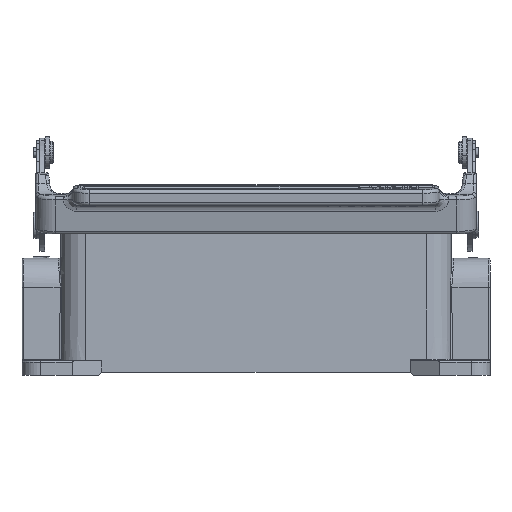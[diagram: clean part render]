
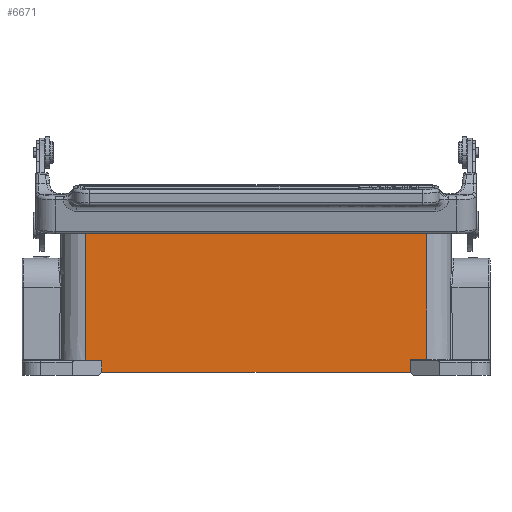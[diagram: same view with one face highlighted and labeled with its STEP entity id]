
A CAD part, left-side view. The second image highlights one B-rep face of the part: STEP entity #6671.
In plain terms, the highlighted planar face has unit normal (-1, 0, 0.009).
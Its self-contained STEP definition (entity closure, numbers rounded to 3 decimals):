
#1677=LINE('',#33947,#3385);
#1732=LINE('',#34408,#3440);
#1737=LINE('',#34422,#3445);
#1745=LINE('',#34451,#3453);
#1748=LINE('',#34458,#3456);
#1889=LINE('',#35170,#3597);
#1904=LINE('',#35326,#3612);
#1907=LINE('',#35351,#3615);
#1908=LINE('',#35353,#3616);
#1909=LINE('',#35355,#3617);
#1910=LINE('',#35356,#3618);
#1911=LINE('',#35358,#3619);
#3385=VECTOR('',#27642,1.);
#3440=VECTOR('',#27857,1.);
#3445=VECTOR('',#27870,1.);
#3453=VECTOR('',#27896,1.);
#3456=VECTOR('',#27901,1.);
#3597=VECTOR('',#28284,1.);
#3612=VECTOR('',#28339,1.);
#3615=VECTOR('',#28368,1.);
#3616=VECTOR('',#28371,1.);
#3617=VECTOR('',#28372,1.);
#3618=VECTOR('',#28373,1.);
#3619=VECTOR('',#28374,1.);
#6671=ADVANCED_FACE('',(#8593),#7843,.T.);
#7843=PLANE('',#25298);
#8593=FACE_OUTER_BOUND('',#9905,.T.);
#9905=EDGE_LOOP('',(#12664,#12665,#12666,#12667,#12668,#12669,#12670,#12671,
#12672,#12673,#12674,#12675));
#12664=ORIENTED_EDGE('',*,*,#21319,.T.);
#12665=ORIENTED_EDGE('',*,*,#21331,.T.);
#12666=ORIENTED_EDGE('',*,*,#21332,.T.);
#12667=ORIENTED_EDGE('',*,*,#20917,.T.);
#12668=ORIENTED_EDGE('',*,*,#21333,.F.);
#12669=ORIENTED_EDGE('',*,*,#21334,.T.);
#12670=ORIENTED_EDGE('',*,*,#21035,.T.);
#12671=ORIENTED_EDGE('',*,*,#21042,.F.);
#12672=ORIENTED_EDGE('',*,*,#21054,.F.);
#12673=ORIENTED_EDGE('',*,*,#21057,.T.);
#12674=ORIENTED_EDGE('',*,*,#21288,.T.);
#12675=ORIENTED_EDGE('',*,*,#21330,.T.);
#18394=VERTEX_POINT('',#33946);
#18395=VERTEX_POINT('',#33948);
#18472=VERTEX_POINT('',#34407);
#18473=VERTEX_POINT('',#34409);
#18477=VERTEX_POINT('',#34421);
#18484=VERTEX_POINT('',#34452);
#18486=VERTEX_POINT('',#34457);
#18639=VERTEX_POINT('',#35169);
#18655=VERTEX_POINT('',#35325);
#18656=VERTEX_POINT('',#35327);
#18661=VERTEX_POINT('',#35354);
#18662=VERTEX_POINT('',#35357);
#20917=EDGE_CURVE('',#18395,#18394,#1677,.T.);
#21035=EDGE_CURVE('',#18473,#18472,#1732,.T.);
#21042=EDGE_CURVE('',#18477,#18472,#1737,.T.);
#21054=EDGE_CURVE('',#18484,#18477,#1745,.T.);
#21057=EDGE_CURVE('',#18484,#18486,#1748,.T.);
#21288=EDGE_CURVE('',#18486,#18639,#1889,.T.);
#21319=EDGE_CURVE('',#18656,#18655,#1904,.T.);
#21330=EDGE_CURVE('',#18639,#18656,#1907,.T.);
#21331=EDGE_CURVE('',#18655,#18661,#1908,.T.);
#21332=EDGE_CURVE('',#18661,#18395,#1909,.T.);
#21333=EDGE_CURVE('',#18662,#18394,#1910,.T.);
#21334=EDGE_CURVE('',#18662,#18473,#1911,.T.);
#25298=AXIS2_PLACEMENT_3D('',#35359,#28375,#28376);
#27642=DIRECTION('',(0.,1.,0.));
#27857=DIRECTION('',(-0.009,0.,-1.));
#27870=DIRECTION('',(0.,1.,0.));
#27896=DIRECTION('',(0.009,0.,1.));
#27901=DIRECTION('',(0.,-1.,0.));
#28284=DIRECTION('',(0.009,0.,1.));
#28339=DIRECTION('',(0.009,0.,1.));
#28368=DIRECTION('',(0.,-1.,0.));
#28371=DIRECTION('',(0.,1.,0.));
#28372=DIRECTION('',(-0.009,0.,-1.));
#28373=DIRECTION('',(-0.009,0.,-1.));
#28374=DIRECTION('',(0.,1.,0.));
#28375=DIRECTION('',(-1.,0.,0.009));
#28376=DIRECTION('',(0.,1.,0.));
#33946=CARTESIAN_POINT('',(-21.526,1.6,48.));
#33947=CARTESIAN_POINT('',(-21.526,-1.6,48.));
#33948=CARTESIAN_POINT('',(-21.526,-1.6,48.));
#34407=CARTESIAN_POINT('',(-21.906,52.5,4.5));
#34408=CARTESIAN_POINT('',(-21.5,52.5,51.));
#34409=CARTESIAN_POINT('',(-21.5,52.5,51.));
#34421=CARTESIAN_POINT('',(-21.906,47.5,4.5));
#34422=CARTESIAN_POINT('',(-21.906,47.5,4.5));
#34451=CARTESIAN_POINT('',(-21.936,47.5,1.));
#34452=CARTESIAN_POINT('',(-21.936,47.5,1.));
#34457=CARTESIAN_POINT('',(-21.936,-47.5,1.));
#34458=CARTESIAN_POINT('',(-21.936,47.5,1.));
#35169=CARTESIAN_POINT('',(-21.901,-47.5,4.996));
#35170=CARTESIAN_POINT('',(-21.936,-47.5,1.));
#35325=CARTESIAN_POINT('',(-21.5,-52.5,51.));
#35326=CARTESIAN_POINT('',(-21.901,-52.5,4.996));
#35327=CARTESIAN_POINT('',(-21.901,-52.5,4.996));
#35351=CARTESIAN_POINT('',(-21.901,-47.5,4.996));
#35353=CARTESIAN_POINT('',(-21.5,-52.5,51.));
#35354=CARTESIAN_POINT('',(-21.5,-1.6,51.));
#35355=CARTESIAN_POINT('',(-21.5,-1.6,51.));
#35356=CARTESIAN_POINT('',(-21.5,1.6,51.));
#35357=CARTESIAN_POINT('',(-21.5,1.6,51.));
#35358=CARTESIAN_POINT('',(-21.5,1.6,51.));
#35359=CARTESIAN_POINT('',(-21.5,55.148,51.));
